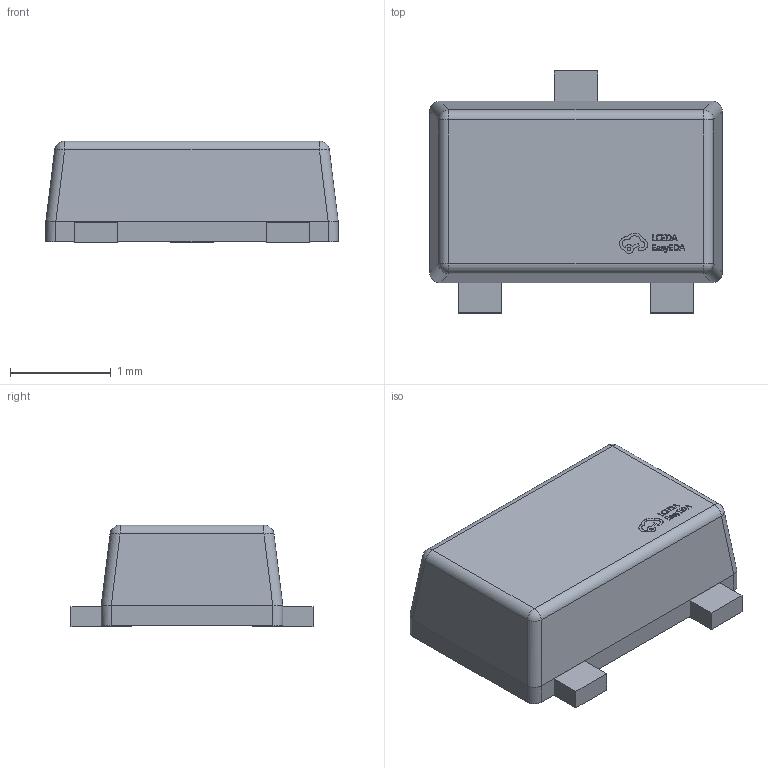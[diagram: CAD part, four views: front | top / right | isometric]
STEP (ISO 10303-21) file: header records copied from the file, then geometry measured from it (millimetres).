
FILE_DESCRIPTION (( 'STEP AP214' ), '1' );
FILE_NAME ('SOT-23F_L2.9-W1.8-P0.95-LS2.4-BR.step', '2022-07-26T11:07:56', ( '' ), ( '' ), 'SwSTEP 2.0', 'SolidWorks 2020', '' );
FILE_SCHEMA (( 'AUTOMOTIVE_DESIGN' ));
Length unit declared in the file: millimetre
Products named in the file (1): SOT-23F_L2.9-W1.8-P0.95-LS2.4-BR
Bounding box: 2.9 x 2.4 x 1.01 mm (x, y, z)
Volume: 5 mm3; surface area: 21.1 mm2
Topology: 17 solids, 17 shells, 334 faces, 867 edges, 574 vertices
Faces by surface type: plane 206, bspline 112, cylinder 12, sphere 4
Entity records: 14552 total; most frequent: CARTESIAN_POINT 3916, ORIENTED_EDGE 1734, DIRECTION 1089, EDGE_CURVE 867, VECTOR 611, LINE 611, VERTEX_POINT 574, EDGE_LOOP 353
